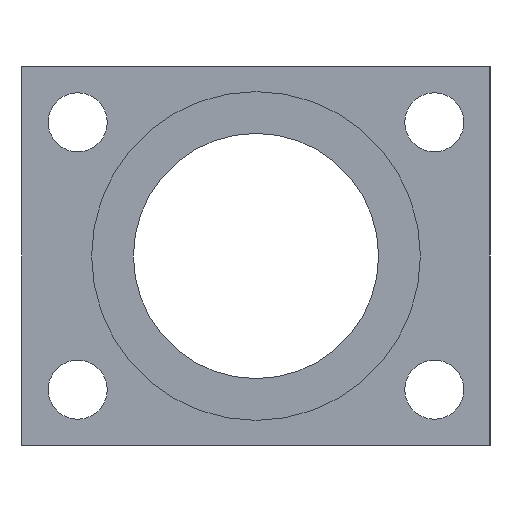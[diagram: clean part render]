
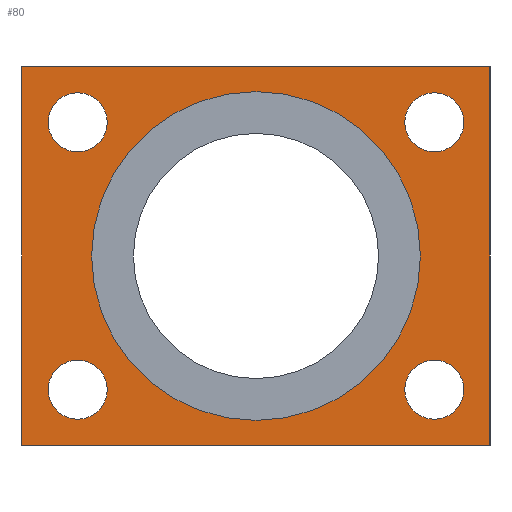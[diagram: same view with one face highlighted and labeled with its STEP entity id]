
A CAD part, left-side view. The second image highlights one B-rep face of the part: STEP entity #80.
In plain terms, the highlighted planar face has unit normal (-1, 0, 0).
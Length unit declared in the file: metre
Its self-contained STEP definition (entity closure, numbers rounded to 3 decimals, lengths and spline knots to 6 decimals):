
#80 = ADVANCED_FACE( '', ( #177, #178, #179, #180, #181, #182 ), #183, .F. );
#177 = FACE_BOUND( '', #286, .T. );
#178 = FACE_BOUND( '', #287, .T. );
#179 = FACE_BOUND( '', #288, .T. );
#180 = FACE_OUTER_BOUND( '', #289, .T. );
#181 = FACE_BOUND( '', #290, .T. );
#182 = FACE_BOUND( '', #291, .T. );
#183 = PLANE( '', #292 );
#286 = EDGE_LOOP( '', ( #427 ) );
#287 = EDGE_LOOP( '', ( #428 ) );
#288 = EDGE_LOOP( '', ( #429 ) );
#289 = EDGE_LOOP( '', ( #430, #431, #432, #433 ) );
#290 = EDGE_LOOP( '', ( #434 ) );
#291 = EDGE_LOOP( '', ( #435 ) );
#292 = AXIS2_PLACEMENT_3D( '', #436, #437, #438 );
#427 = ORIENTED_EDGE( '', *, *, #537, .T. );
#428 = ORIENTED_EDGE( '', *, *, #527, .T. );
#429 = ORIENTED_EDGE( '', *, *, #538, .T. );
#430 = ORIENTED_EDGE( '', *, *, #539, .T. );
#431 = ORIENTED_EDGE( '', *, *, #540, .T. );
#432 = ORIENTED_EDGE( '', *, *, #533, .T. );
#433 = ORIENTED_EDGE( '', *, *, #516, .F. );
#434 = ORIENTED_EDGE( '', *, *, #529, .T. );
#435 = ORIENTED_EDGE( '', *, *, #502, .T. );
#436 = CARTESIAN_POINT( '', ( -0.008, -0.1, -0.1 ) );
#437 = DIRECTION( '', ( 1., 0., 0. ) );
#438 = DIRECTION( '', ( 0., 0., -1. ) );
#502 = EDGE_CURVE( '', #568, #568, #569, .T. );
#516 = EDGE_CURVE( '', #589, #592, #593, .T. );
#527 = EDGE_CURVE( '', #609, #609, #610, .T. );
#529 = EDGE_CURVE( '', #612, #612, #613, .T. );
#533 = EDGE_CURVE( '', #618, #592, #619, .T. );
#537 = EDGE_CURVE( '', #624, #624, #625, .T. );
#538 = EDGE_CURVE( '', #626, #626, #627, .T. );
#539 = EDGE_CURVE( '', #589, #628, #629, .T. );
#540 = EDGE_CURVE( '', #628, #618, #630, .T. );
#568 = VERTEX_POINT( '', #660 );
#569 = CIRCLE( '', #661, 0.00265 );
#589 = VERTEX_POINT( '', #738 );
#592 = VERTEX_POINT( '', #742 );
#593 = LINE( '', #743, #744 );
#609 = VERTEX_POINT( '', #762 );
#610 = CIRCLE( '', #763, 0.00265 );
#612 = VERTEX_POINT( '', #765 );
#613 = CIRCLE( '', #766, 0.00265 );
#618 = VERTEX_POINT( '', #771 );
#619 = LINE( '', #772, #773 );
#624 = VERTEX_POINT( '', #780 );
#625 = CIRCLE( '', #781, 0.00265 );
#626 = VERTEX_POINT( '', #782 );
#627 = CIRCLE( '', #783, 0.01475 );
#628 = VERTEX_POINT( '', #784 );
#629 = LINE( '', #785, #786 );
#630 = LINE( '', #787, #788 );
#660 = CARTESIAN_POINT( '', ( -0.008, 0.01335, 0.012 ) );
#661 = AXIS2_PLACEMENT_3D( '', #823, #824, #825 );
#738 = CARTESIAN_POINT( '', ( -0.008, 0.021, 0.017 ) );
#742 = CARTESIAN_POINT( '', ( -0.008, -0.021, 0.017 ) );
#743 = CARTESIAN_POINT( '', ( -0.008, 0.021, 0.017 ) );
#744 = VECTOR( '', #845, 1. );
#762 = CARTESIAN_POINT( '', ( -0.008, -0.01865, 0.012 ) );
#763 = AXIS2_PLACEMENT_3D( '', #860, #861, #862 );
#765 = CARTESIAN_POINT( '', ( -0.008, -0.01865, -0.012 ) );
#766 = AXIS2_PLACEMENT_3D( '', #863, #864, #865 );
#771 = CARTESIAN_POINT( '', ( -0.008, -0.021, -0.017 ) );
#772 = CARTESIAN_POINT( '', ( -0.008, -0.021, 0.017 ) );
#773 = VECTOR( '', #869, 1. );
#780 = CARTESIAN_POINT( '', ( -0.008, 0.01335, -0.012 ) );
#781 = AXIS2_PLACEMENT_3D( '', #872, #873, #874 );
#782 = CARTESIAN_POINT( '', ( -0.008, 0.01475, 0. ) );
#783 = AXIS2_PLACEMENT_3D( '', #875, #876, #877 );
#784 = CARTESIAN_POINT( '', ( -0.008, 0.021, -0.017 ) );
#785 = CARTESIAN_POINT( '', ( -0.008, 0.021, 0.017 ) );
#786 = VECTOR( '', #878, 1. );
#787 = CARTESIAN_POINT( '', ( -0.008, 0.021, -0.017 ) );
#788 = VECTOR( '', #879, 1. );
#823 = CARTESIAN_POINT( '', ( -0.008, 0.016, 0.012 ) );
#824 = DIRECTION( '', ( 1., 0., 0. ) );
#825 = DIRECTION( '', ( 0., -1., 0. ) );
#845 = DIRECTION( '', ( 0., -1., 0. ) );
#860 = CARTESIAN_POINT( '', ( -0.008, -0.016, 0.012 ) );
#861 = DIRECTION( '', ( 1., 0., 0. ) );
#862 = DIRECTION( '', ( 0., -1., 0. ) );
#863 = CARTESIAN_POINT( '', ( -0.008, -0.016, -0.012 ) );
#864 = DIRECTION( '', ( 1., 0., 0. ) );
#865 = DIRECTION( '', ( 0., -1., 0. ) );
#869 = DIRECTION( '', ( 0., 0., 1. ) );
#872 = CARTESIAN_POINT( '', ( -0.008, 0.016, -0.012 ) );
#873 = DIRECTION( '', ( 1., 0., 0. ) );
#874 = DIRECTION( '', ( 0., -1., 0. ) );
#875 = CARTESIAN_POINT( '', ( -0.008, 0., 0. ) );
#876 = DIRECTION( '', ( 1., 0., 0. ) );
#877 = DIRECTION( '', ( 0., 1., 0. ) );
#878 = DIRECTION( '', ( 0., 0., -1. ) );
#879 = DIRECTION( '', ( 0., -1., 0. ) );
